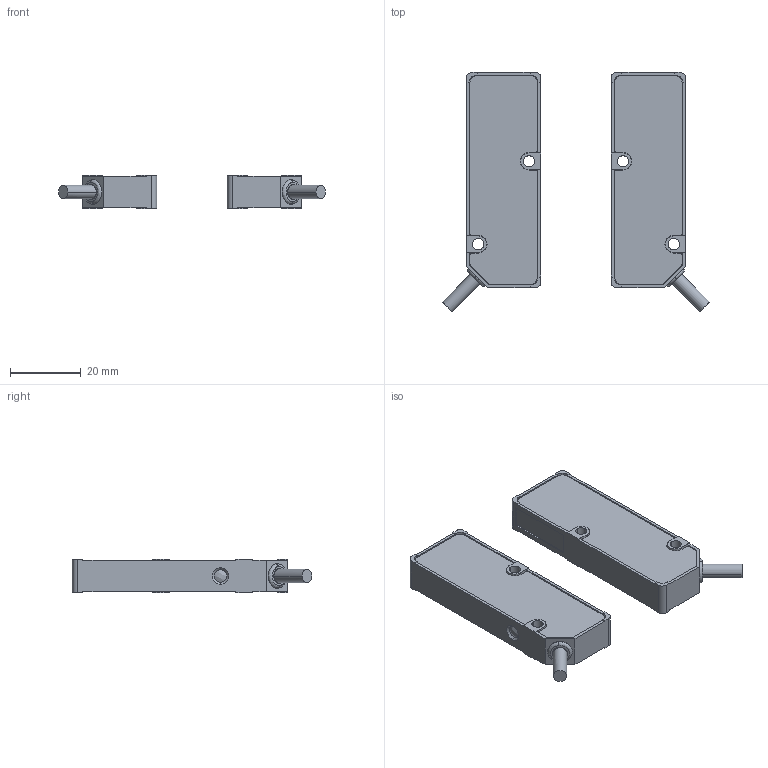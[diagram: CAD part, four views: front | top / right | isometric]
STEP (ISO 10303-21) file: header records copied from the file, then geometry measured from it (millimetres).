
FILE_DESCRIPTION (( 'STEP AP203' ), '1' );
FILE_NAME ('OSMT60紿帣匙盄倰.STEP', '2024-10-25T03:27:59', ( '' ), ( '' ), 'SwSTEP 2.0', 'SolidWorks 2023', '' );
FILE_SCHEMA (( 'CONFIG_CONTROL_DESIGN' ));
Length unit declared in the file: millimetre
Products named in the file (3): OSMT60-S3006-0.3-Q8+OSMT60-E3006-0.3-Q8; OSMT60猪尾巴线型; OSMT60-S3006-0.3-Q8+OSMT60-E3006-0.3-Q8_2
Assembly tree (2 placements, depth 2):
  OSMT60猪尾巴线型
    OSMT60-S3006-0.3-Q8+OSMT60-E3006-0.3-Q8
    OSMT60-S3006-0.3-Q8+OSMT60-E3006-0.3-Q8_2
Bounding box: 75.63 x 67.81 x 9.6 mm (x, y, z)
Volume: 22210 mm3; surface area: 9476.6 mm2
Topology: 2 solids, 8 shells, 282 faces, 766 edges, 506 vertices
Faces by surface type: plane 169, cylinder 82, cone 20, bspline 11
Entity records: 9276 total; most frequent: CARTESIAN_POINT 1752, ORIENTED_EDGE 1516, DIRECTION 1505, EDGE_CURVE 758, VECTOR 539, LINE 539, VERTEX_POINT 506, AXIS2_PLACEMENT_3D 483
